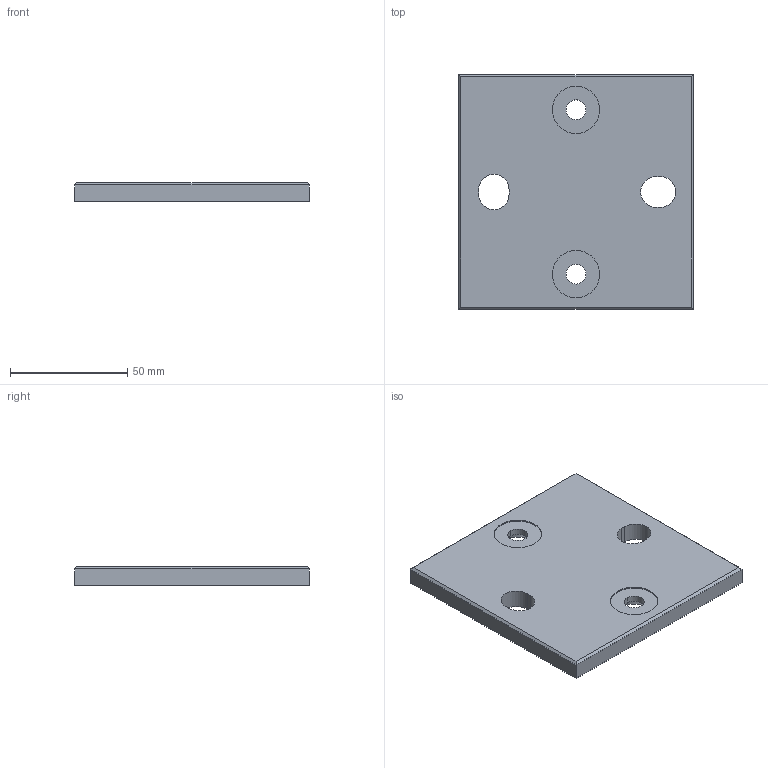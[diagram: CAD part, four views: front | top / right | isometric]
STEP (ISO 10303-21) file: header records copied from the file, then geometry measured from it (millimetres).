
FILE_DESCRIPTION (( 'STEP AP203' ), '1' );
FILE_NAME ('50132-240Q-8-PL.STEP', '2021-05-10T11:40:04', ( '' ), ( '' ), 'SwSTEP 2.0', 'SolidWorks 2018', '' );
FILE_SCHEMA (( 'CONFIG_CONTROL_DESIGN' ));
Length unit declared in the file: millimetre
Products named in the file (2): 50132-240Q-8-PL
Bounding box: 100 x 100 x 8 mm (x, y, z)
Volume: 75261.7 mm3; surface area: 23209.6 mm2
Topology: 1 solids, 1 shells, 368 faces, 982 edges, 652 vertices
Faces by surface type: plane 198, bspline 153, cylinder 13, cone 4
Entity records: 19357 total; most frequent: CARTESIAN_POINT 11029, ORIENTED_EDGE 1964, DIRECTION 1140, EDGE_CURVE 982, VERTEX_POINT 652, VECTOR 646, LINE 646, EDGE_LOOP 412
